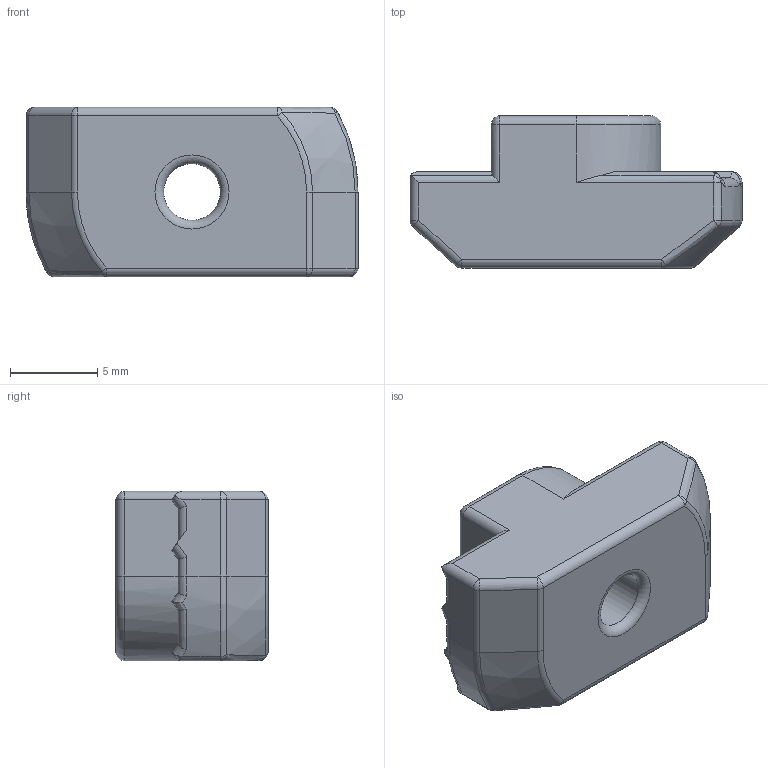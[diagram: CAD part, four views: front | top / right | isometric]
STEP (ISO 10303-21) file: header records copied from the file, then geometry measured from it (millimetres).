
FILE_DESCRIPTION(/* description */ ('CURSORE TESTA MARTELLO M4 CAVA 10 '),/* implementation_level */ '2;1');
FILE_NAME(/* name */ 'CDDCU0000053.stp',/* time_stamp */ '2018-10-31T11:12:30+01:00',/* author */ ('fzagni'),/* organization */ (''),/* preprocessor_version */ 'ST-DEVELOPER v16.1',/* originating_system */ 'Autodesk Inventor 2016',/* authorisation */ '');
FILE_SCHEMA (('AUTOMOTIVE_DESIGN { 1 0 10303 214 3 1 1 }'));
Length unit declared in the file: millimetre
Products named in the file (1): CDDCU0000053
Bounding box: 19 x 8.7 x 9.7 mm (x, y, z)
Volume: 1085.3 mm3; surface area: 774.6 mm2
Topology: 1 solids, 1 shells, 104 faces, 245 edges, 143 vertices
Faces by surface type: cylinder 36, plane 32, torus 12, sphere 12, bspline 10, cone 2
Full cylindrical faces by diameter (mm): 3.242 x1
Entity records: 3312 total; most frequent: CARTESIAN_POINT 926, DIRECTION 517, ORIENTED_EDGE 482, EDGE_CURVE 241, AXIS2_PLACEMENT_3D 208, VERTEX_POINT 142, EDGE_LOOP 109, FACE_OUTER_BOUND 104
